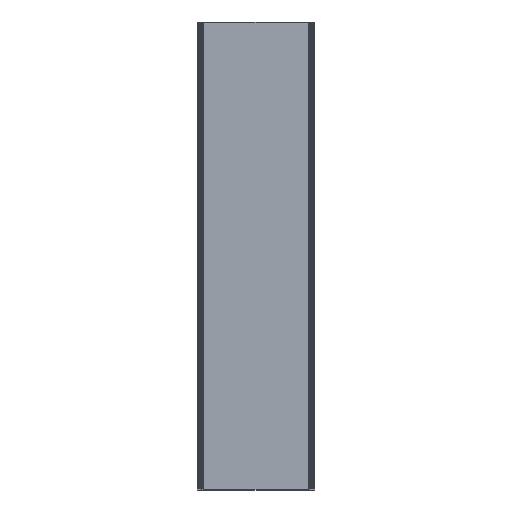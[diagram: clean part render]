
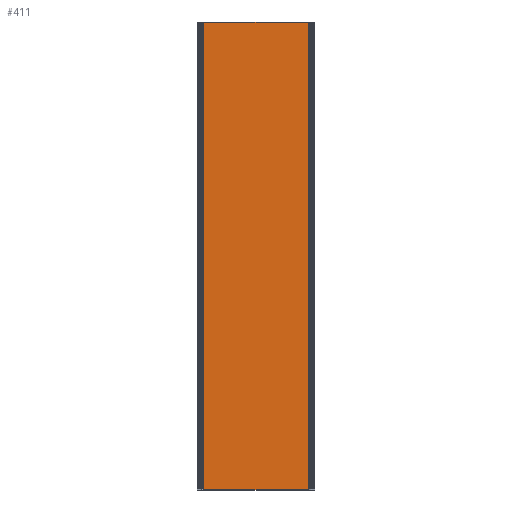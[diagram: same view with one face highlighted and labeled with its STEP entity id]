
A CAD part, front view. The second image highlights one B-rep face of the part: STEP entity #411.
In plain terms, the highlighted planar face has unit normal (0, -1, 0).
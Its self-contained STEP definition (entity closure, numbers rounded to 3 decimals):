
#142=DIRECTION('',(0.,0.,-1.));
#143=VECTOR('',#142,2399.);
#144=CARTESIAN_POINT('',(267.5,0.,0.));
#145=LINE('',#144,#143);
#150=DIRECTION('',(-1.,0.,0.));
#151=VECTOR('',#150,535.);
#152=CARTESIAN_POINT('',(267.5,0.,0.));
#153=LINE('',#152,#151);
#158=DIRECTION('',(-1.,0.,0.));
#159=VECTOR('',#158,535.);
#160=CARTESIAN_POINT('',(267.5,0.,-2399.));
#161=LINE('',#160,#159);
#238=DIRECTION('',(0.,0.,1.));
#239=VECTOR('',#238,2399.);
#240=CARTESIAN_POINT('',(-267.5,0.,-2399.));
#241=LINE('',#240,#239);
#318=CARTESIAN_POINT('',(267.5,0.,-2399.));
#320=VERTEX_POINT('',#318);
#330=CARTESIAN_POINT('',(-267.5,0.,-2399.));
#332=VERTEX_POINT('',#330);
#338=CARTESIAN_POINT('',(267.5,0.,0.));
#339=VERTEX_POINT('',#338);
#364=CARTESIAN_POINT('',(-267.5,0.,0.));
#365=VERTEX_POINT('',#364);
#397=CARTESIAN_POINT('',(-270.5,0.,-2399.));
#398=DIRECTION('',(0.,-1.,0.));
#399=DIRECTION('',(0.,0.,-1.));
#400=AXIS2_PLACEMENT_3D('',#397,#398,#399);
#401=PLANE('',#400);
#403=ORIENTED_EDGE('',*,*,#402,.T.);
#405=ORIENTED_EDGE('',*,*,#404,.T.);
#407=ORIENTED_EDGE('',*,*,#406,.F.);
#408=ORIENTED_EDGE('',*,*,#387,.T.);
#409=EDGE_LOOP('',(#403,#405,#407,#408));
#410=FACE_OUTER_BOUND('',#409,.F.);
#411=ADVANCED_FACE('',(#410),#401,.T.);
#387=EDGE_CURVE('',#339,#320,#145,.T.);
#402=EDGE_CURVE('',#320,#332,#161,.T.);
#404=EDGE_CURVE('',#332,#365,#241,.T.);
#406=EDGE_CURVE('',#339,#365,#153,.T.);
